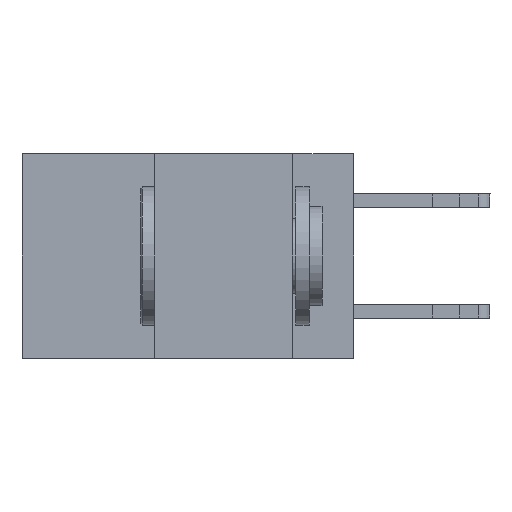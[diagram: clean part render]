
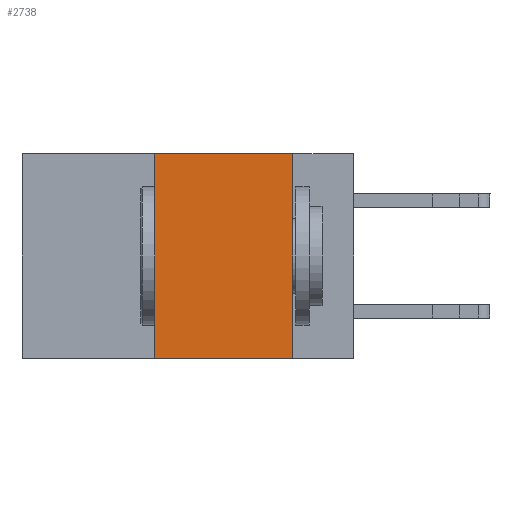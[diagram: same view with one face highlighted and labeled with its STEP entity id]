
A CAD part, left-side view. The second image highlights one B-rep face of the part: STEP entity #2738.
In plain terms, the highlighted planar face has unit normal (-1, 0, 0).
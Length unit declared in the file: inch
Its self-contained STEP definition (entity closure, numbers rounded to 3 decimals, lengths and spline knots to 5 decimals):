
#656 = VERTEX_POINT ( 'NONE', #9801 ) ;
#915 = DIRECTION ( 'NONE',  ( 0., -1., 0. ) ) ;
#2386 = DIRECTION ( 'NONE',  ( 1., 0., 0. ) ) ;
#2738 = ADVANCED_FACE ( 'NONE', ( #27294 ), #31822, .F. ) ;
#2817 = VERTEX_POINT ( 'NONE', #10404 ) ;
#2991 = LINE ( 'NONE', #18129, #28764 ) ;
#4005 = EDGE_LOOP ( 'NONE', ( #26985, #28537, #32272, #9907 ) ) ;
#8326 = VECTOR ( 'NONE', #25305, 39.37008 ) ;
#9801 = CARTESIAN_POINT ( 'NONE',  ( 0., 0.11, 0. ) ) ;
#9907 = ORIENTED_EDGE ( 'NONE', *, *, #23975, .T. ) ;
#10404 = CARTESIAN_POINT ( 'NONE',  ( 0., 0.36, 0. ) ) ;
#11434 = VECTOR ( 'NONE', #32659, 39.37008 ) ;
#13046 = CARTESIAN_POINT ( 'NONE',  ( 0., 0.6, 0. ) ) ;
#15052 = LINE ( 'NONE', #24832, #8326 ) ;
#15203 = LINE ( 'NONE', #30041, #11434 ) ;
#15649 = DIRECTION ( 'NONE',  ( 0., -1., 0. ) ) ;
#17304 = AXIS2_PLACEMENT_3D ( 'NONE', #13046, #2386, #32164 ) ;
#17308 = EDGE_CURVE ( 'NONE', #2817, #656, #2991, .T. ) ;
#18129 = CARTESIAN_POINT ( 'NONE',  ( 0., 0.6, 0. ) ) ;
#20437 = EDGE_CURVE ( 'NONE', #30107, #2817, #15052, .T. ) ;
#21662 = LINE ( 'NONE', #33429, #23357 ) ;
#23357 = VECTOR ( 'NONE', #915, 39.37008 ) ;
#23975 = EDGE_CURVE ( 'NONE', #30107, #28579, #21662, .T. ) ;
#24832 = CARTESIAN_POINT ( 'NONE',  ( 0., 0.36, 0. ) ) ;
#25305 = DIRECTION ( 'NONE',  ( 0., 0., 1. ) ) ;
#26985 = ORIENTED_EDGE ( 'NONE', *, *, #29508, .F. ) ;
#27294 = FACE_OUTER_BOUND ( 'NONE', #4005, .T. ) ;
#28537 = ORIENTED_EDGE ( 'NONE', *, *, #17308, .F. ) ;
#28579 = VERTEX_POINT ( 'NONE', #34739 ) ;
#28764 = VECTOR ( 'NONE', #15649, 39.37008 ) ;
#29508 = EDGE_CURVE ( 'NONE', #656, #28579, #15203, .T. ) ;
#30041 = CARTESIAN_POINT ( 'NONE',  ( 0., 0.11, 0. ) ) ;
#30107 = VERTEX_POINT ( 'NONE', #30415 ) ;
#30415 = CARTESIAN_POINT ( 'NONE',  ( 0., 0.36, -0.37 ) ) ;
#31822 = PLANE ( 'NONE',  #17304 ) ;
#32164 = DIRECTION ( 'NONE',  ( 0., 0., -1. ) ) ;
#32272 = ORIENTED_EDGE ( 'NONE', *, *, #20437, .F. ) ;
#32659 = DIRECTION ( 'NONE',  ( 0., 0., -1. ) ) ;
#33429 = CARTESIAN_POINT ( 'NONE',  ( 0., 0.6, -0.37 ) ) ;
#34739 = CARTESIAN_POINT ( 'NONE',  ( 0., 0.11, -0.37 ) ) ;
